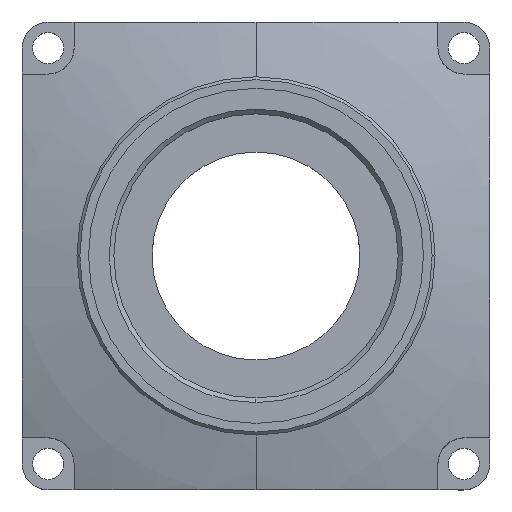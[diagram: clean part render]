
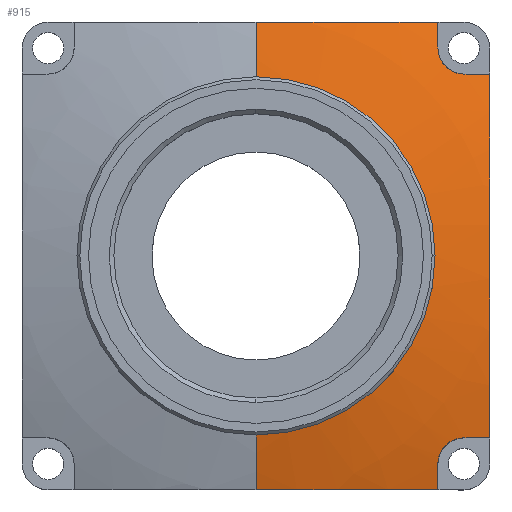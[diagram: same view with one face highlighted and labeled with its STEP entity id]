
A CAD part, top view. The second image highlights one B-rep face of the part: STEP entity #915.
In plain terms, the highlighted spherical face has radius 75.403 mm.
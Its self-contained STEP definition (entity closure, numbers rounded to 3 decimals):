
#19=SPHERICAL_SURFACE('',#11792,75.404);
#915=ADVANCED_FACE('',(#1380),#19,.T.);
#1380=FACE_OUTER_BOUND('',#1878,.F.);
#1878=EDGE_LOOP('',(#3474,#3475,#3476,#3477,#3478,#3479,#3480,#3481,#3482,
#3483,#3484,#3485,#3486));
#3474=ORIENTED_EDGE('',*,*,#9422,.T.);
#3475=ORIENTED_EDGE('',*,*,#8677,.F.);
#3476=ORIENTED_EDGE('',*,*,#8671,.F.);
#3477=ORIENTED_EDGE('',*,*,#8669,.T.);
#3478=ORIENTED_EDGE('',*,*,#8670,.F.);
#3479=ORIENTED_EDGE('',*,*,#8676,.F.);
#3480=ORIENTED_EDGE('',*,*,#8673,.F.);
#3481=ORIENTED_EDGE('',*,*,#8672,.T.);
#3482=ORIENTED_EDGE('',*,*,#8674,.F.);
#3483=ORIENTED_EDGE('',*,*,#8675,.F.);
#3484=ORIENTED_EDGE('',*,*,#9421,.T.);
#3485=ORIENTED_EDGE('',*,*,#8609,.F.);
#3486=ORIENTED_EDGE('',*,*,#8610,.F.);
#7109=B_SPLINE_CURVE_WITH_KNOTS('',3,(#15429,#15430,#15431,#15432,#15433,
#15434,#15435,#15436,#15437),.UNSPECIFIED.,.F.,.F.,(4,1,1,1,1,1,4),(0.,0.196,
0.334,0.5,0.666,0.804,
1.),.UNSPECIFIED.);
#7110=B_SPLINE_CURVE_WITH_KNOTS('',3,(#15438,#15439,#15440,#15441,#15442,
#15443),.UNSPECIFIED.,.F.,.F.,(4,1,1,4),(0.,0.389,0.611,
1.),.UNSPECIFIED.);
#7111=B_SPLINE_CURVE_WITH_KNOTS('',3,(#15444,#15445,#15446,#15447,#15448,
#15449),.UNSPECIFIED.,.F.,.F.,(4,1,1,4),(0.,0.389,0.611,
1.),.UNSPECIFIED.);
#7112=B_SPLINE_CURVE_WITH_KNOTS('',3,(#15450,#15451,#15452,#15453,#15454,
#15455,#15456,#15457,#15458),.UNSPECIFIED.,.F.,.F.,(4,1,1,1,1,1,4),(0.,0.196,
0.334,0.5,0.666,0.804,
1.),.UNSPECIFIED.);
#7113=B_SPLINE_CURVE_WITH_KNOTS('',3,(#15459,#15460,#15461,#15462,#15463,
#15464),.UNSPECIFIED.,.F.,.F.,(4,1,1,4),(0.,0.389,0.611,
1.),.UNSPECIFIED.);
#7114=B_SPLINE_CURVE_WITH_KNOTS('',3,(#15465,#15466,#15467,#15468,#15469,
#15470),.UNSPECIFIED.,.F.,.F.,(4,1,1,4),(0.,0.389,0.611,
1.),.UNSPECIFIED.);
#7115=B_SPLINE_CURVE_WITH_KNOTS('',3,(#15471,#15472,#15473,#15474,#15475,
#15476),.UNSPECIFIED.,.F.,.F.,(4,1,1,4),(0.,0.389,0.611,
1.),.UNSPECIFIED.);
#7116=B_SPLINE_CURVE_WITH_KNOTS('',3,(#15477,#15478,#15479,#15480,#15481,
#15482,#15483,#15484,#15485,#15486),.UNSPECIFIED.,.F.,.F.,(4,1,1,1,1,1,1,
4),(0.,0.167,0.286,0.429,0.571,
0.714,0.833,1.),.UNSPECIFIED.);
#7117=B_SPLINE_CURVE_WITH_KNOTS('',3,(#15487,#15488,#15489,#15490,#15491,
#15492),.UNSPECIFIED.,.F.,.F.,(4,1,1,4),(0.,0.389,0.611,
1.),.UNSPECIFIED.);
#8609=EDGE_CURVE('',#11063,#11064,#9837,.T.);
#8610=EDGE_CURVE('',#11065,#11063,#9838,.T.);
#8669=EDGE_CURVE('',#10998,#10997,#7109,.T.);
#8670=EDGE_CURVE('',#10996,#10997,#7110,.T.);
#8671=EDGE_CURVE('',#10998,#10995,#7111,.T.);
#8672=EDGE_CURVE('',#10994,#10993,#7112,.T.);
#8673=EDGE_CURVE('',#10994,#10992,#7113,.T.);
#8674=EDGE_CURVE('',#10991,#10993,#7114,.T.);
#8675=EDGE_CURVE('',#10990,#10991,#7115,.T.);
#8676=EDGE_CURVE('',#10992,#10996,#7116,.T.);
#8677=EDGE_CURVE('',#10995,#10989,#7117,.T.);
#9421=EDGE_CURVE('',#10990,#11064,#10110,.T.);
#9422=EDGE_CURVE('',#11065,#10989,#10111,.T.);
#9837=CIRCLE('',#11098,15.5);
#9838=CIRCLE('',#11099,15.5);
#10110=CIRCLE('',#11371,75.404);
#10111=CIRCLE('',#11372,75.404);
#10989=VERTEX_POINT('',#15289);
#10990=VERTEX_POINT('',#15290);
#10991=VERTEX_POINT('',#15291);
#10992=VERTEX_POINT('',#15292);
#10993=VERTEX_POINT('',#15293);
#10994=VERTEX_POINT('',#15294);
#10995=VERTEX_POINT('',#15295);
#10996=VERTEX_POINT('',#15296);
#10997=VERTEX_POINT('',#15297);
#10998=VERTEX_POINT('',#15298);
#11063=VERTEX_POINT('',#15363);
#11064=VERTEX_POINT('',#15364);
#11065=VERTEX_POINT('',#15365);
#11098=AXIS2_PLACEMENT_3D('',#15369,#12025,#12026);
#11099=AXIS2_PLACEMENT_3D('',#15370,#12027,#12028);
#11371=AXIS2_PLACEMENT_3D('',#16547,#13060,#13061);
#11372=AXIS2_PLACEMENT_3D('',#16548,#13062,#13063);
#11792=AXIS2_PLACEMENT_3D('',#17203,#14137,#14138);
#12025=DIRECTION('',(0.,0.,-1.));
#12026=DIRECTION('',(1.,0.,0.));
#12027=DIRECTION('',(0.,0.,-1.));
#12028=DIRECTION('',(0.,1.,0.));
#13060=DIRECTION('',(-1.,0.,0.));
#13061=DIRECTION('',(0.,-0.269,0.963));
#13062=DIRECTION('',(-1.,0.,0.));
#13063=DIRECTION('',(0.,0.206,0.979));
#14137=DIRECTION('',(0.,0.,1.));
#14138=DIRECTION('',(0.,-1.,0.));
#15289=CARTESIAN_POINT('',(0.,20.25,6.5));
#15290=CARTESIAN_POINT('',(0.,-20.25,6.5));
#15291=CARTESIAN_POINT('',(15.75,-20.25,4.772));
#15292=CARTESIAN_POINT('',(20.25,-15.75,4.772));
#15293=CARTESIAN_POINT('',(15.75,-18.,5.376));
#15294=CARTESIAN_POINT('',(18.,-15.75,5.376));
#15295=CARTESIAN_POINT('',(15.75,20.25,4.772));
#15296=CARTESIAN_POINT('',(20.25,15.75,4.772));
#15297=CARTESIAN_POINT('',(18.,15.75,5.376));
#15298=CARTESIAN_POINT('',(15.75,18.,5.376));
#15363=CARTESIAN_POINT('',(15.5,0.,7.66));
#15364=CARTESIAN_POINT('',(0.,-15.5,7.66));
#15365=CARTESIAN_POINT('',(0.,15.5,7.66));
#15369=CARTESIAN_POINT('',(0.,0.,7.66));
#15370=CARTESIAN_POINT('',(0.,0.,7.66));
#15429=CARTESIAN_POINT('',(15.75,18.,5.376));
#15430=CARTESIAN_POINT('',(15.75,17.774,5.433));
#15431=CARTESIAN_POINT('',(15.809,17.385,5.516));
#15432=CARTESIAN_POINT('',(16.047,16.839,5.593));
#15433=CARTESIAN_POINT('',(16.39,16.391,5.62));
#15434=CARTESIAN_POINT('',(16.839,16.047,5.593));
#15435=CARTESIAN_POINT('',(17.385,15.809,5.516));
#15436=CARTESIAN_POINT('',(17.774,15.749,5.433));
#15437=CARTESIAN_POINT('',(18.,15.75,5.376));
#15438=CARTESIAN_POINT('',(20.25,15.75,4.772));
#15439=CARTESIAN_POINT('',(19.96,15.75,4.855));
#15440=CARTESIAN_POINT('',(19.502,15.75,4.982));
#15441=CARTESIAN_POINT('',(18.752,15.75,5.184));
#15442=CARTESIAN_POINT('',(18.293,15.75,5.302));
#15443=CARTESIAN_POINT('',(18.,15.75,5.376));
#15444=CARTESIAN_POINT('',(15.75,18.,5.376));
#15445=CARTESIAN_POINT('',(15.75,18.293,5.302));
#15446=CARTESIAN_POINT('',(15.75,18.752,5.184));
#15447=CARTESIAN_POINT('',(15.75,19.502,4.982));
#15448=CARTESIAN_POINT('',(15.75,19.96,4.855));
#15449=CARTESIAN_POINT('',(15.75,20.25,4.772));
#15450=CARTESIAN_POINT('',(18.,-15.75,5.376));
#15451=CARTESIAN_POINT('',(17.774,-15.75,5.433));
#15452=CARTESIAN_POINT('',(17.385,-15.808,5.516));
#15453=CARTESIAN_POINT('',(16.839,-16.047,5.593));
#15454=CARTESIAN_POINT('',(16.391,-16.39,5.62));
#15455=CARTESIAN_POINT('',(16.047,-16.839,5.593));
#15456=CARTESIAN_POINT('',(15.809,-17.385,5.516));
#15457=CARTESIAN_POINT('',(15.749,-17.774,5.433));
#15458=CARTESIAN_POINT('',(15.75,-18.,5.376));
#15459=CARTESIAN_POINT('',(18.,-15.75,5.376));
#15460=CARTESIAN_POINT('',(18.293,-15.75,5.302));
#15461=CARTESIAN_POINT('',(18.752,-15.75,5.184));
#15462=CARTESIAN_POINT('',(19.502,-15.75,4.982));
#15463=CARTESIAN_POINT('',(19.96,-15.75,4.855));
#15464=CARTESIAN_POINT('',(20.25,-15.75,4.772));
#15465=CARTESIAN_POINT('',(15.75,-20.25,4.772));
#15466=CARTESIAN_POINT('',(15.75,-19.96,4.855));
#15467=CARTESIAN_POINT('',(15.75,-19.502,4.982));
#15468=CARTESIAN_POINT('',(15.75,-18.752,5.184));
#15469=CARTESIAN_POINT('',(15.75,-18.293,5.302));
#15470=CARTESIAN_POINT('',(15.75,-18.,5.376));
#15471=CARTESIAN_POINT('',(0.,-20.25,6.5));
#15472=CARTESIAN_POINT('',(2.058,-20.25,6.5));
#15473=CARTESIAN_POINT('',(5.292,-20.25,6.362));
#15474=CARTESIAN_POINT('',(10.555,-20.25,5.785));
#15475=CARTESIAN_POINT('',(13.741,-20.25,5.218));
#15476=CARTESIAN_POINT('',(15.75,-20.25,4.772));
#15477=CARTESIAN_POINT('',(20.25,-15.75,4.772));
#15478=CARTESIAN_POINT('',(20.25,-14.028,5.154));
#15479=CARTESIAN_POINT('',(20.25,-11.053,5.702));
#15480=CARTESIAN_POINT('',(20.25,-6.547,6.244));
#15481=CARTESIAN_POINT('',(20.25,-2.269,6.512));
#15482=CARTESIAN_POINT('',(20.25,2.269,6.512));
#15483=CARTESIAN_POINT('',(20.25,6.547,6.244));
#15484=CARTESIAN_POINT('',(20.25,11.053,5.702));
#15485=CARTESIAN_POINT('',(20.25,14.028,5.154));
#15486=CARTESIAN_POINT('',(20.25,15.75,4.772));
#15487=CARTESIAN_POINT('',(15.75,20.25,4.772));
#15488=CARTESIAN_POINT('',(13.741,20.25,5.218));
#15489=CARTESIAN_POINT('',(10.555,20.25,5.785));
#15490=CARTESIAN_POINT('',(5.292,20.25,6.362));
#15491=CARTESIAN_POINT('',(2.058,20.25,6.5));
#15492=CARTESIAN_POINT('',(0.,20.25,6.5));
#16547=CARTESIAN_POINT('',(0.,0.,-66.134));
#16548=CARTESIAN_POINT('',(0.,0.,-66.134));
#17203=CARTESIAN_POINT('',(0.,0.,-66.134));
